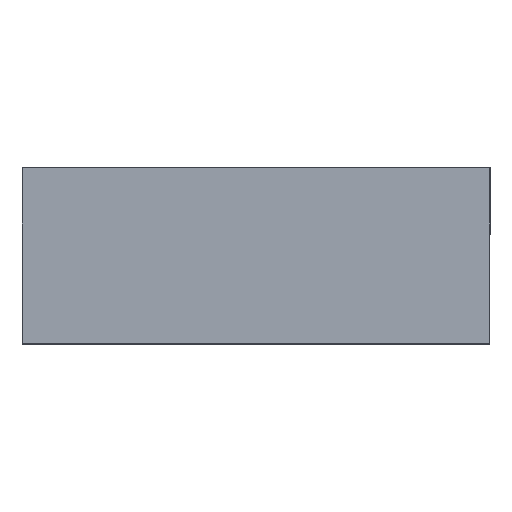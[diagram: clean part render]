
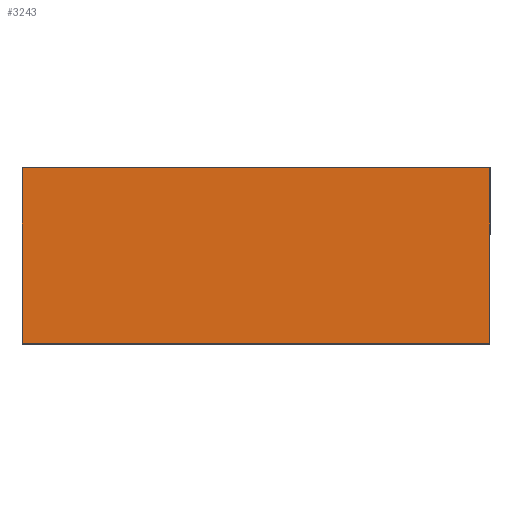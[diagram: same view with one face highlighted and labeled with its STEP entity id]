
A CAD part, top view. The second image highlights one B-rep face of the part: STEP entity #3243.
In plain terms, the highlighted planar face has unit normal (0, 0, 1).
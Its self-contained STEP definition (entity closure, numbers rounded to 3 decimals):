
#16 = VECTOR ( 'NONE', #2903, 1000. ) ;
#390 = LINE ( 'NONE', #11933, #5735 ) ;
#444 = EDGE_CURVE ( 'NONE', #12524, #3984, #9863, .T. ) ;
#746 = ORIENTED_EDGE ( 'NONE', *, *, #821, .T. ) ;
#821 = EDGE_CURVE ( 'NONE', #3984, #11978, #3816, .T. ) ;
#861 = DIRECTION ( 'NONE',  ( -1., 0., 0. ) ) ;
#2614 = VECTOR ( 'NONE', #2851, 1000. ) ;
#2851 = DIRECTION ( 'NONE',  ( 0., -1., 0. ) ) ;
#2903 = DIRECTION ( 'NONE',  ( 0., -1., 0. ) ) ;
#3110 = CARTESIAN_POINT ( 'NONE',  ( -1., 0.75, 1. ) ) ;
#3243 = ADVANCED_FACE ( 'NONE', ( #4937 ), #8588, .F. ) ;
#3323 = DIRECTION ( 'NONE',  ( 1., 0., 0. ) ) ;
#3688 = LINE ( 'NONE', #7711, #16 ) ;
#3816 = LINE ( 'NONE', #10081, #8653 ) ;
#3876 = VERTEX_POINT ( 'NONE', #5824 ) ;
#3984 = VERTEX_POINT ( 'NONE', #6649 ) ;
#4505 = AXIS2_PLACEMENT_3D ( 'NONE', #8745, #9706, #861 ) ;
#4937 = FACE_OUTER_BOUND ( 'NONE', #11316, .T. ) ;
#5062 = EDGE_CURVE ( 'NONE', #3876, #11978, #3688, .T. ) ;
#5735 = VECTOR ( 'NONE', #3323, 1000. ) ;
#5824 = CARTESIAN_POINT ( 'NONE',  ( 1., 0.75, 1. ) ) ;
#5868 = CARTESIAN_POINT ( 'NONE',  ( -1., 0.75, 1. ) ) ;
#6293 = CARTESIAN_POINT ( 'NONE',  ( 1., 0., 1. ) ) ;
#6595 = ORIENTED_EDGE ( 'NONE', *, *, #9195, .F. ) ;
#6649 = CARTESIAN_POINT ( 'NONE',  ( -1., 0., 1. ) ) ;
#7682 = ORIENTED_EDGE ( 'NONE', *, *, #5062, .F. ) ;
#7711 = CARTESIAN_POINT ( 'NONE',  ( 1., 0.75, 1. ) ) ;
#8588 = PLANE ( 'NONE',  #4505 ) ;
#8653 = VECTOR ( 'NONE', #9018, 1000. ) ;
#8745 = CARTESIAN_POINT ( 'NONE',  ( 1., 0.75, 1. ) ) ;
#9018 = DIRECTION ( 'NONE',  ( 1., 0., 0. ) ) ;
#9195 = EDGE_CURVE ( 'NONE', #12524, #3876, #390, .T. ) ;
#9611 = ORIENTED_EDGE ( 'NONE', *, *, #444, .T. ) ;
#9706 = DIRECTION ( 'NONE',  ( 0., 0., -1. ) ) ;
#9863 = LINE ( 'NONE', #5868, #2614 ) ;
#10081 = CARTESIAN_POINT ( 'NONE',  ( 1., 0., 1. ) ) ;
#11316 = EDGE_LOOP ( 'NONE', ( #746, #7682, #6595, #9611 ) ) ;
#11933 = CARTESIAN_POINT ( 'NONE',  ( 1., 0.75, 1. ) ) ;
#11978 = VERTEX_POINT ( 'NONE', #6293 ) ;
#12524 = VERTEX_POINT ( 'NONE', #3110 ) ;
